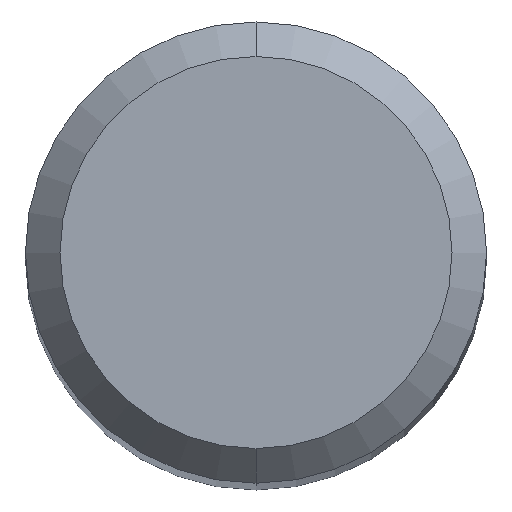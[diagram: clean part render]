
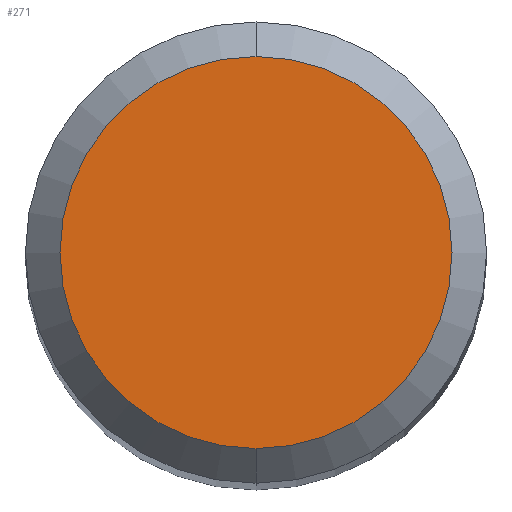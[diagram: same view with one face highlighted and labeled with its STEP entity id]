
A CAD part, top view. The second image highlights one B-rep face of the part: STEP entity #271.
In plain terms, the highlighted planar face has unit normal (0, 0, 1).
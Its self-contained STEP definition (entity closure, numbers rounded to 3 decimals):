
#219=VERTEX_POINT('',#538);
#267=EDGE_CURVE('',#343,#219,#590,.T.);
#271=ADVANCED_FACE('',(#595),#596,.T.);
#305=EDGE_CURVE('',#219,#343,#634,.T.);
#343=VERTEX_POINT('',#680);
#538=CARTESIAN_POINT('',(0.,-1.7,0.0));
#590=CIRCLE('',#1040,1.7);
#595=FACE_OUTER_BOUND('',#1045,.T.);
#596=PLANE('',#1046);
#634=CIRCLE('',#1119,1.7);
#680=CARTESIAN_POINT('',(0.0,1.7,0.0));
#1040=AXIS2_PLACEMENT_3D('',#1576,#1577,#1578);
#1045=EDGE_LOOP('',(#1590,#1591));
#1046=AXIS2_PLACEMENT_3D('',#1592,#1593,#1594);
#1119=AXIS2_PLACEMENT_3D('',#1639,#1640,#1641);
#1576=CARTESIAN_POINT('',(0.0,0.0,0.0));
#1577=DIRECTION('',(0.0,0.0,-1.0));
#1578=DIRECTION('',(0.0,1.0,0.0));
#1590=ORIENTED_EDGE('',*,*,#267,.F.);
#1591=ORIENTED_EDGE('',*,*,#305,.F.);
#1592=CARTESIAN_POINT('',(0.0,0.85,0.0));
#1593=DIRECTION('',(-0.0,0.0,1.0));
#1594=DIRECTION('',(0.0,-1.0,0.0));
#1639=CARTESIAN_POINT('',(0.0,0.0,0.0));
#1640=DIRECTION('',(0.0,0.0,-1.0));
#1641=DIRECTION('',(0.0,1.0,0.0));
